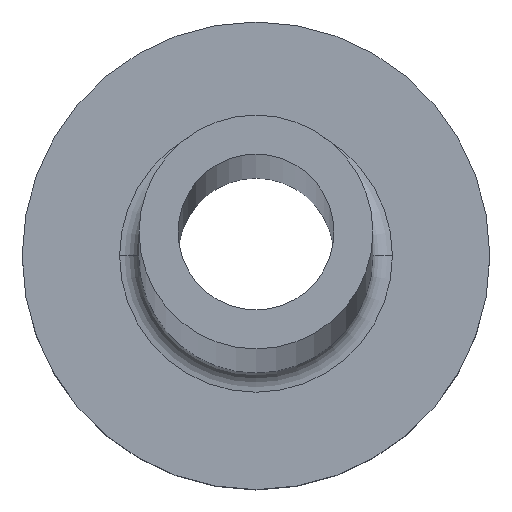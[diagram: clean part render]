
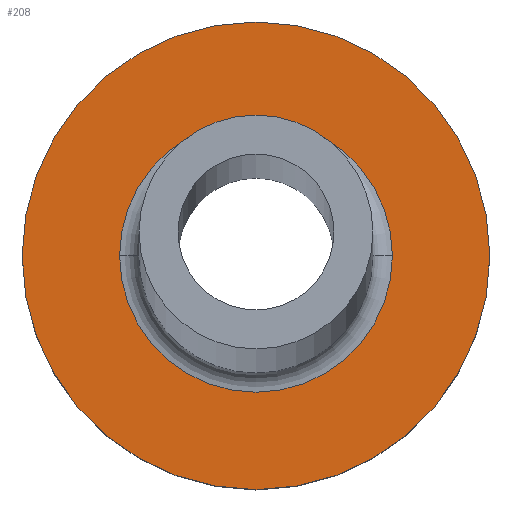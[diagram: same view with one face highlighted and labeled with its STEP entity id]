
A CAD part, top view. The second image highlights one B-rep face of the part: STEP entity #208.
In plain terms, the highlighted planar face has unit normal (0, 0, 1).
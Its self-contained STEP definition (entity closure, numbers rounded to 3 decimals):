
#2 = CIRCLE ( 'NONE', #327, 3.5 ) ;
#14 = DIRECTION ( 'NONE',  ( 0., 0., 1. ) ) ;
#15 = CARTESIAN_POINT ( 'NONE',  ( 6., 0., 5. ) ) ;
#27 = CIRCLE ( 'NONE', #62, 6. ) ;
#36 = CARTESIAN_POINT ( 'NONE',  ( 3.5, 0., 5. ) ) ;
#43 = DIRECTION ( 'NONE',  ( 1., 0., 0. ) ) ;
#45 = DIRECTION ( 'NONE',  ( 0., 0., 1. ) ) ;
#52 = EDGE_LOOP ( 'NONE', ( #82, #252 ) ) ;
#60 = EDGE_CURVE ( 'NONE', #365, #338, #27, .T. ) ;
#62 = AXIS2_PLACEMENT_3D ( 'NONE', #123, #237, #236 ) ;
#76 = DIRECTION ( 'NONE',  ( 1., 0., 0. ) ) ;
#82 = ORIENTED_EDGE ( 'NONE', *, *, #156, .T. ) ;
#93 = CIRCLE ( 'NONE', #346, 3.5 ) ;
#104 = EDGE_LOOP ( 'NONE', ( #138, #226 ) ) ;
#123 = CARTESIAN_POINT ( 'NONE',  ( 0., 0., 5. ) ) ;
#137 = CARTESIAN_POINT ( 'NONE',  ( -3.5, 0., 5. ) ) ;
#138 = ORIENTED_EDGE ( 'NONE', *, *, #269, .T. ) ;
#149 = PLANE ( 'NONE',  #350 ) ;
#156 = EDGE_CURVE ( 'NONE', #185, #246, #93, .T. ) ;
#161 = CARTESIAN_POINT ( 'NONE',  ( 0., 0., 5. ) ) ;
#173 = AXIS2_PLACEMENT_3D ( 'NONE', #190, #14, #366 ) ;
#174 = FACE_BOUND ( 'NONE', #52, .T. ) ;
#182 = DIRECTION ( 'NONE',  ( 0., 0., -1. ) ) ;
#185 = VERTEX_POINT ( 'NONE', #36 ) ;
#190 = CARTESIAN_POINT ( 'NONE',  ( 0., 0., 5. ) ) ;
#208 = ADVANCED_FACE ( 'NONE', ( #174, #290 ), #149, .T. ) ;
#226 = ORIENTED_EDGE ( 'NONE', *, *, #60, .T. ) ;
#236 = DIRECTION ( 'NONE',  ( 1., 0., 0. ) ) ;
#237 = DIRECTION ( 'NONE',  ( 0., 0., 1. ) ) ;
#246 = VERTEX_POINT ( 'NONE', #137 ) ;
#247 = CIRCLE ( 'NONE', #173, 6. ) ;
#252 = ORIENTED_EDGE ( 'NONE', *, *, #352, .T. ) ;
#267 = DIRECTION ( 'NONE',  ( 1., 0., 0. ) ) ;
#269 = EDGE_CURVE ( 'NONE', #338, #365, #247, .T. ) ;
#290 = FACE_OUTER_BOUND ( 'NONE', #104, .T. ) ;
#321 = DIRECTION ( 'NONE',  ( 0., 0., -1. ) ) ;
#322 = CARTESIAN_POINT ( 'NONE',  ( 0., 0., 5. ) ) ;
#327 = AXIS2_PLACEMENT_3D ( 'NONE', #361, #182, #43 ) ;
#332 = CARTESIAN_POINT ( 'NONE',  ( -6., 0., 5. ) ) ;
#338 = VERTEX_POINT ( 'NONE', #332 ) ;
#346 = AXIS2_PLACEMENT_3D ( 'NONE', #322, #321, #267 ) ;
#350 = AXIS2_PLACEMENT_3D ( 'NONE', #161, #45, #76 ) ;
#352 = EDGE_CURVE ( 'NONE', #246, #185, #2, .T. ) ;
#361 = CARTESIAN_POINT ( 'NONE',  ( 0., 0., 5. ) ) ;
#365 = VERTEX_POINT ( 'NONE', #15 ) ;
#366 = DIRECTION ( 'NONE',  ( 1., 0., 0. ) ) ;
